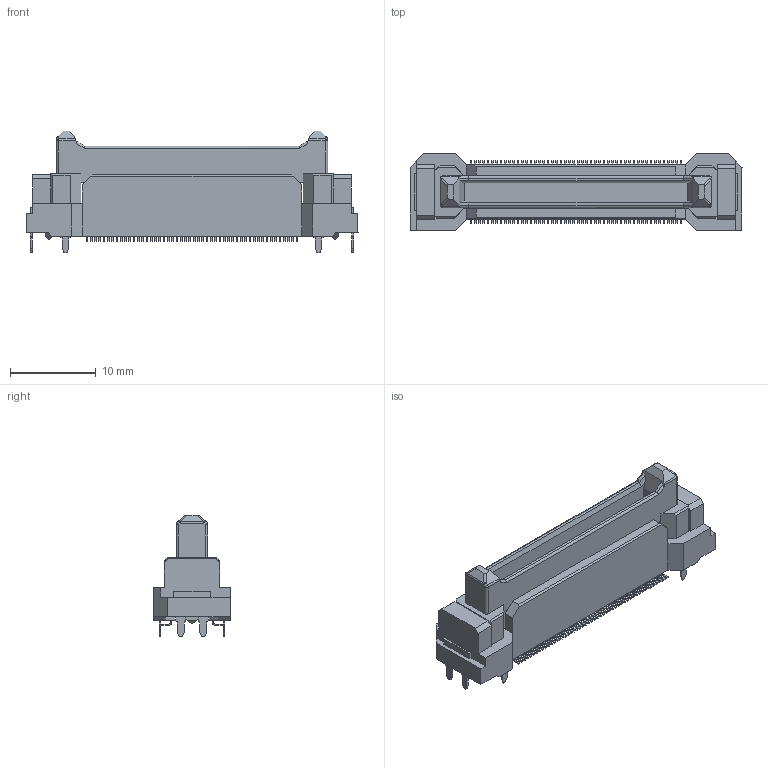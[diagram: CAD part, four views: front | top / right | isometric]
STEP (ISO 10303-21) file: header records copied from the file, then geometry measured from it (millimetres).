
FILE_DESCRIPTION(('Creo Elements/Direct Modeling STEP Export'),'2;1');
FILE_NAME('FX23-100P-0.5SV15.stp','2015-06-22T16:39:49',(''),(''),'Creo Elements/Direct Modeling STEP processor for AP214 (Solid Model)','Creo Elements/Direct Modeling 18.1E 22-Nov-2013 (C) Parametric Technology GmbH','');
FILE_SCHEMA(('AUTOMOTIVE_DESIGN { 1 0 10303 214 1 1 1 1 }'));
Length unit declared in the file: millimetre
Products named in the file (1): FX23-100P-0.5SV15
Bounding box: 38.7 x 8.9 x 14.2 mm (x, y, z)
Volume: 1360.3 mm3; surface area: 2256.2 mm2
Topology: 1 solids, 1 shells, 1182 faces, 3174 edges, 2094 vertices
Faces by surface type: plane 950, cylinder 224, sphere 8
Entity records: 37106 total; most frequent: CARTESIAN_POINT 7094, ORIENTED_EDGE 6332, DIRECTION 5944, EDGE_CURVE 3166, VECTOR 2722, LINE 2722, VERTEX_POINT 2094, AXIS2_PLACEMENT_3D 1611
